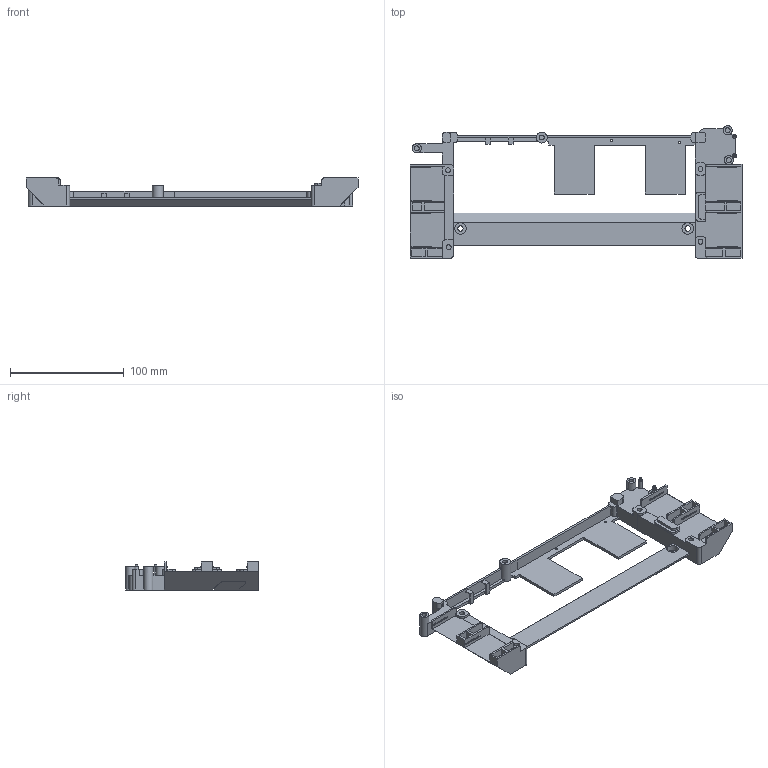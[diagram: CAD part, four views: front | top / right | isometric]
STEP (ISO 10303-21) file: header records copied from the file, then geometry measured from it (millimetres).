
FILE_DESCRIPTION(('HOOPS Exchange Step'),'2;1');
FILE_NAME('temp_export','2022-08-01T15:15:07-04:00',('mikearmstrong'),('Shapr3D Limited'),'HOOPS Exchange 2022.1','Shapr3D','Authorized');
FILE_SCHEMA( ('AP203_CONFIGURATION_CONTROLLED_3D_DESIGN_OF_MECHANICAL_PARTS_AND_ASSEMBLIES_MIM_LF') );
Length unit declared in the file: millimetre
Products named in the file (1): root
Bounding box: 292.2 x 116.74 x 24.72 mm (x, y, z)
Volume: 166424.3 mm3; surface area: 66705 mm2
Topology: 2 solids, 2 shells, 403 faces, 1118 edges, 741 vertices
Faces by surface type: plane 289, cylinder 112, torus 2
Full cylindrical faces by diameter (mm): 1.9 x2, 2.1 x1, 2.2 x1, 3.6 x2, 4.3 x8, 4.75 x2, 8 x2, 9.6 x1, 10 x2
Entity records: 12909 total; most frequent: CARTESIAN_POINT 2266, ORIENTED_EDGE 2236, DIRECTION 2198, EDGE_CURVE 1118, VECTOR 844, LINE 844, VERTEX_POINT 741, AXIS2_PLACEMENT_3D 677
